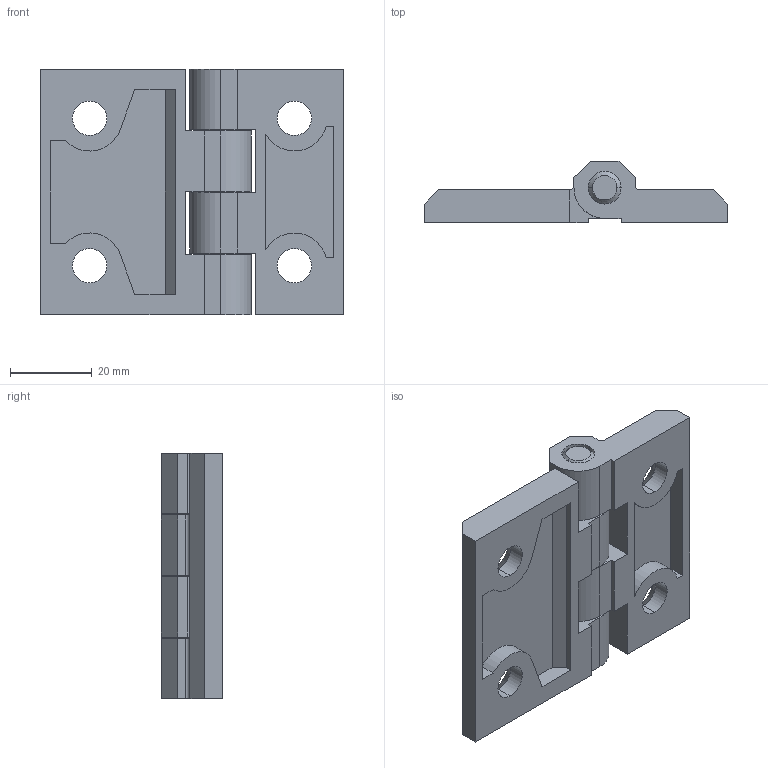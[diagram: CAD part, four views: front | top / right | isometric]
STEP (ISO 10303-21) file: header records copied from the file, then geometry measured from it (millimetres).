
FILE_DESCRIPTION (( 'STEP AP214' ), '1' );
FILE_NAME ('095017.STEP', '2014-08-14T12:31:43', ( '' ), ( '' ), 'SwSTEP 2.0', 'SolidWorks 2014', '' );
FILE_SCHEMA (( 'AUTOMOTIVE_DESIGN' ));
Length unit declared in the file: millimetre
Products named in the file (4): 095017; 095017-1; 095017-2; achse-1
Assembly tree (3 placements, depth 2):
  095017
    095017-1
    095017-2
    achse-1
Bounding box: 74 x 15 x 60 mm (x, y, z)
Volume: 29593.4 mm3; surface area: 17020.9 mm2
Topology: 3 solids, 3 shells, 109 faces, 285 edges, 184 vertices
Faces by surface type: plane 67, cylinder 30, cone 12
Entity records: 3513 total; most frequent: DIRECTION 587, CARTESIAN_POINT 584, ORIENTED_EDGE 570, EDGE_CURVE 285, VECTOR 213, LINE 213, AXIS2_PLACEMENT_3D 187, VERTEX_POINT 184
